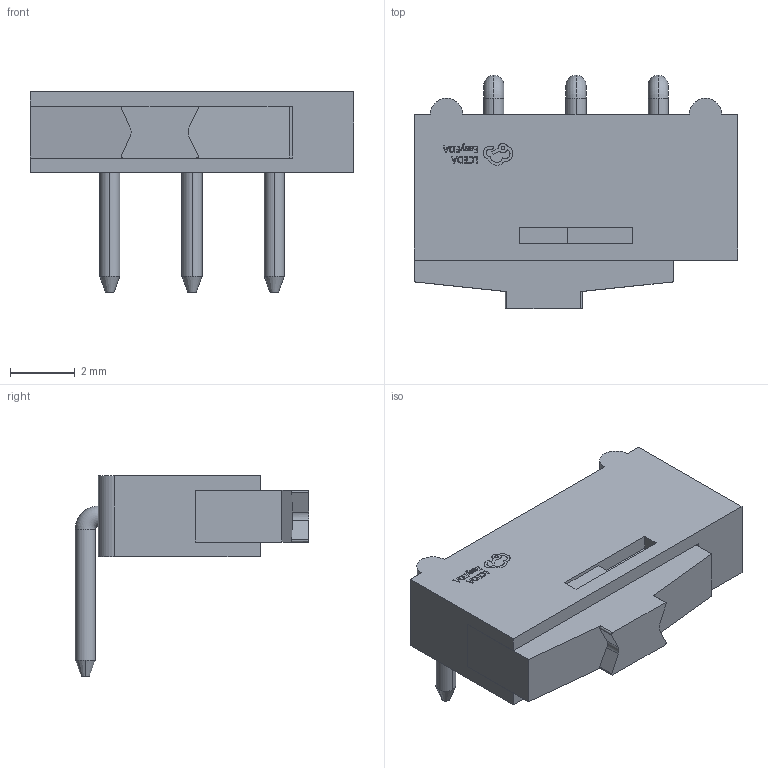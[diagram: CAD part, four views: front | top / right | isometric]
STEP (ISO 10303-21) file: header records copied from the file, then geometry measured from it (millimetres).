
FILE_DESCRIPTION (( 'STEP AP214' ), '1' );
FILE_NAME ('SW-TH_K3-1204D-L.step', '2022-07-26T17:06:32', ( '' ), ( '' ), 'SwSTEP 2.0', 'SolidWorks 2020', '' );
FILE_SCHEMA (( 'AUTOMOTIVE_DESIGN' ));
Length unit declared in the file: millimetre
Products named in the file (1): SW-TH_K3-1204D-L
Bounding box: 10 x 7.21 x 6.2 mm (x, y, z)
Volume: 130.8 mm3; surface area: 319 mm2
Topology: 15 solids, 15 shells, 369 faces, 969 edges, 642 vertices
Faces by surface type: plane 225, bspline 112, cylinder 20, torus 6, cone 6
Entity records: 16658 total; most frequent: CARTESIAN_POINT 4109, ORIENTED_EDGE 1938, DIRECTION 1303, EDGE_CURVE 969, LINE 679, VECTOR 679, VERTEX_POINT 642, EDGE_LOOP 397
